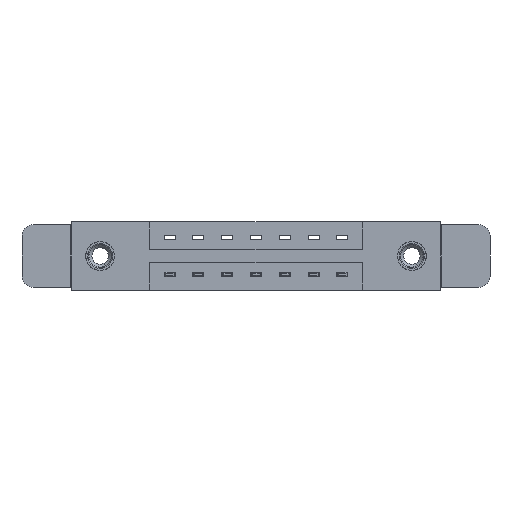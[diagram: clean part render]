
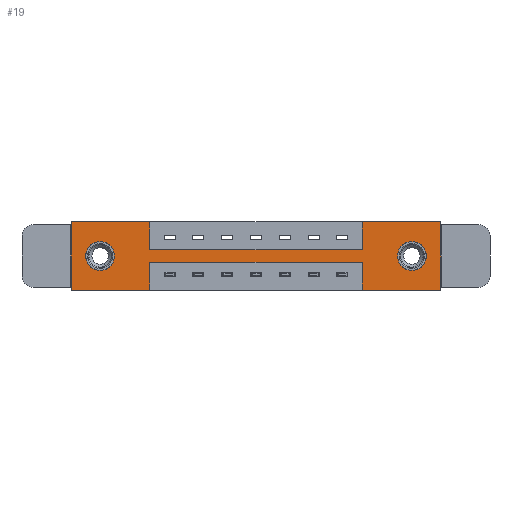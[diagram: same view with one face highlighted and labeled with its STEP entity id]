
A CAD part, front view. The second image highlights one B-rep face of the part: STEP entity #19.
In plain terms, the highlighted planar face has unit normal (0, -1, 0).
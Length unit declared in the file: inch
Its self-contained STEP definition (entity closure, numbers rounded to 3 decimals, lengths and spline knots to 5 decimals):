
#19 = ADVANCED_FACE ( 'NONE', ( #1124, #11152, #12047 ), #2616, .T. ) ;
#67 = CIRCLE ( 'NONE', #2740, 0.078 ) ;
#175 = EDGE_CURVE ( 'NONE', #1436, #670, #840, .T. ) ;
#290 = VERTEX_POINT ( 'NONE', #350 ) ;
#350 = CARTESIAN_POINT ( 'NONE',  ( 1.998, 0., 0. ) ) ;
#397 = ORIENTED_EDGE ( 'NONE', *, *, #6671, .F. ) ;
#468 = CARTESIAN_POINT ( 'NONE',  ( 0.425, 0., 0. ) ) ;
#475 = VECTOR ( 'NONE', #4389, 39.37008 ) ;
#503 = DIRECTION ( 'NONE',  ( 0., 0., -1. ) ) ;
#642 = VECTOR ( 'NONE', #503, 39.37008 ) ;
#645 = EDGE_CURVE ( 'NONE', #10441, #5677, #1855, .T. ) ;
#670 = VERTEX_POINT ( 'NONE', #12150 ) ;
#764 = VERTEX_POINT ( 'NONE', #8606 ) ;
#816 = AXIS2_PLACEMENT_3D ( 'NONE', #7004, #9711, #3079 ) ;
#840 = LINE ( 'NONE', #9648, #8055 ) ;
#912 = CARTESIAN_POINT ( 'NONE',  ( 0., 0., -0.37 ) ) ;
#918 = ORIENTED_EDGE ( 'NONE', *, *, #11373, .T. ) ;
#922 = EDGE_LOOP ( 'NONE', ( #918, #11407 ) ) ;
#1124 = FACE_BOUND ( 'NONE', #922, .T. ) ;
#1239 = CARTESIAN_POINT ( 'NONE',  ( 0., 0., 0. ) ) ;
#1261 = DIRECTION ( 'NONE',  ( -1., 0., 0. ) ) ;
#1325 = CARTESIAN_POINT ( 'NONE',  ( 0.425, 0., 0. ) ) ;
#1370 = CARTESIAN_POINT ( 'NONE',  ( 0., 0., 0. ) ) ;
#1374 = CARTESIAN_POINT ( 'NONE',  ( 1.843, 0., -0.263 ) ) ;
#1415 = VECTOR ( 'NONE', #6565, 39.37008 ) ;
#1436 = VERTEX_POINT ( 'NONE', #9251 ) ;
#1668 = DIRECTION ( 'NONE',  ( 0., 0., -1. ) ) ;
#1714 = CIRCLE ( 'NONE', #816, 0.078 ) ;
#1718 = EDGE_CURVE ( 'NONE', #5677, #5353, #4290, .T. ) ;
#1855 = LINE ( 'NONE', #8324, #1415 ) ;
#1942 = LINE ( 'NONE', #9228, #475 ) ;
#1972 = EDGE_CURVE ( 'NONE', #2238, #290, #11856, .T. ) ;
#2238 = VERTEX_POINT ( 'NONE', #9997 ) ;
#2405 = EDGE_CURVE ( 'NONE', #5938, #9400, #10097, .T. ) ;
#2449 = ORIENTED_EDGE ( 'NONE', *, *, #10915, .F. ) ;
#2537 = CARTESIAN_POINT ( 'NONE',  ( 0., 0., 0. ) ) ;
#2545 = ORIENTED_EDGE ( 'NONE', *, *, #1972, .F. ) ;
#2616 = PLANE ( 'NONE',  #4917 ) ;
#2740 = AXIS2_PLACEMENT_3D ( 'NONE', #9201, #11126, #10029 ) ;
#2839 = DIRECTION ( 'NONE',  ( 1., 0., 0. ) ) ;
#2894 = EDGE_CURVE ( 'NONE', #3877, #10768, #9777, .T. ) ;
#2975 = AXIS2_PLACEMENT_3D ( 'NONE', #9176, #3481, #1668 ) ;
#3079 = DIRECTION ( 'NONE',  ( 0., 0., -1. ) ) ;
#3201 = CARTESIAN_POINT ( 'NONE',  ( 1.998, 0., 0. ) ) ;
#3403 = CARTESIAN_POINT ( 'NONE',  ( 0.425, 0., -0.15 ) ) ;
#3407 = LINE ( 'NONE', #9979, #8487 ) ;
#3481 = DIRECTION ( 'NONE',  ( 0., 1., 0. ) ) ;
#3662 = VECTOR ( 'NONE', #7889, 39.37008 ) ;
#3877 = VERTEX_POINT ( 'NONE', #1374 ) ;
#4284 = AXIS2_PLACEMENT_3D ( 'NONE', #9533, #6581, #4748 ) ;
#4290 = LINE ( 'NONE', #11493, #9515 ) ;
#4306 = ORIENTED_EDGE ( 'NONE', *, *, #175, .F. ) ;
#4337 = ORIENTED_EDGE ( 'NONE', *, *, #5004, .F. ) ;
#4389 = DIRECTION ( 'NONE',  ( 0., 0., 1. ) ) ;
#4672 = VECTOR ( 'NONE', #11761, 39.37008 ) ;
#4748 = DIRECTION ( 'NONE',  ( 0., 0., 1. ) ) ;
#4917 = AXIS2_PLACEMENT_3D ( 'NONE', #912, #9328, #6532 ) ;
#5004 = EDGE_CURVE ( 'NONE', #10092, #6066, #11066, .T. ) ;
#5137 = DIRECTION ( 'NONE',  ( 0., 0., -1. ) ) ;
#5168 = ORIENTED_EDGE ( 'NONE', *, *, #1718, .F. ) ;
#5353 = VERTEX_POINT ( 'NONE', #6575 ) ;
#5677 = VERTEX_POINT ( 'NONE', #10041 ) ;
#5731 = ORIENTED_EDGE ( 'NONE', *, *, #9013, .F. ) ;
#5865 = LINE ( 'NONE', #9388, #8116 ) ;
#5938 = VERTEX_POINT ( 'NONE', #6353 ) ;
#6003 = ORIENTED_EDGE ( 'NONE', *, *, #10459, .F. ) ;
#6043 = ORIENTED_EDGE ( 'NONE', *, *, #9060, .F. ) ;
#6066 = VERTEX_POINT ( 'NONE', #1325 ) ;
#6262 = DIRECTION ( 'NONE',  ( -1., 0., 0. ) ) ;
#6353 = CARTESIAN_POINT ( 'NONE',  ( 0.155, 0., -0.107 ) ) ;
#6511 = ORIENTED_EDGE ( 'NONE', *, *, #8293, .F. ) ;
#6532 = DIRECTION ( 'NONE',  ( 0., 0., -1. ) ) ;
#6565 = DIRECTION ( 'NONE',  ( 0., 0., -1. ) ) ;
#6575 = CARTESIAN_POINT ( 'NONE',  ( 0., 0., -0.37 ) ) ;
#6581 = DIRECTION ( 'NONE',  ( 0., 1., 0. ) ) ;
#6637 = ORIENTED_EDGE ( 'NONE', *, *, #645, .F. ) ;
#6671 = EDGE_CURVE ( 'NONE', #8398, #10441, #3407, .T. ) ;
#6751 = LINE ( 'NONE', #1370, #4672 ) ;
#7004 = CARTESIAN_POINT ( 'NONE',  ( 1.843, 0., -0.185 ) ) ;
#7451 = CARTESIAN_POINT ( 'NONE',  ( 0., 0., 0. ) ) ;
#7889 = DIRECTION ( 'NONE',  ( 1., 0., 0. ) ) ;
#7955 = DIRECTION ( 'NONE',  ( -1., 0., 0. ) ) ;
#8021 = VECTOR ( 'NONE', #9268, 39.37008 ) ;
#8054 = CARTESIAN_POINT ( 'NONE',  ( 0.425, 0., -0.22 ) ) ;
#8055 = VECTOR ( 'NONE', #1261, 39.37008 ) ;
#8116 = VECTOR ( 'NONE', #2839, 39.37008 ) ;
#8228 = VECTOR ( 'NONE', #5137, 39.37008 ) ;
#8293 = EDGE_CURVE ( 'NONE', #6066, #8934, #9493, .T. ) ;
#8324 = CARTESIAN_POINT ( 'NONE',  ( 0.425, 0., -0.37 ) ) ;
#8398 = VERTEX_POINT ( 'NONE', #9290 ) ;
#8407 = EDGE_CURVE ( 'NONE', #9400, #5938, #67, .T. ) ;
#8487 = VECTOR ( 'NONE', #6262, 39.37008 ) ;
#8606 = CARTESIAN_POINT ( 'NONE',  ( 1.573, 0., -0.15 ) ) ;
#8621 = EDGE_LOOP ( 'NONE', ( #6637, #397, #5731, #4306, #2449, #2545, #6043, #9661, #6511, #4337, #6003, #5168 ) ) ;
#8727 = ORIENTED_EDGE ( 'NONE', *, *, #2405, .T. ) ;
#8824 = LINE ( 'NONE', #3201, #8228 ) ;
#8934 = VERTEX_POINT ( 'NONE', #3403 ) ;
#9013 = EDGE_CURVE ( 'NONE', #670, #8398, #9776, .T. ) ;
#9060 = EDGE_CURVE ( 'NONE', #764, #2238, #1942, .T. ) ;
#9176 = CARTESIAN_POINT ( 'NONE',  ( 1.843, 0., -0.185 ) ) ;
#9201 = CARTESIAN_POINT ( 'NONE',  ( 0.155, 0., -0.185 ) ) ;
#9228 = CARTESIAN_POINT ( 'NONE',  ( 1.573, 0., 0. ) ) ;
#9251 = CARTESIAN_POINT ( 'NONE',  ( 1.998, 0., -0.37 ) ) ;
#9268 = DIRECTION ( 'NONE',  ( 1., 0., 0. ) ) ;
#9290 = CARTESIAN_POINT ( 'NONE',  ( 1.573, 0., -0.22 ) ) ;
#9328 = DIRECTION ( 'NONE',  ( 0., -1., 0. ) ) ;
#9329 = VECTOR ( 'NONE', #10146, 39.37008 ) ;
#9388 = CARTESIAN_POINT ( 'NONE',  ( 0.425, 0., -0.15 ) ) ;
#9400 = VERTEX_POINT ( 'NONE', #10091 ) ;
#9493 = LINE ( 'NONE', #468, #642 ) ;
#9515 = VECTOR ( 'NONE', #7955, 39.37008 ) ;
#9533 = CARTESIAN_POINT ( 'NONE',  ( 0.155, 0., -0.185 ) ) ;
#9646 = CARTESIAN_POINT ( 'NONE',  ( 1.843, 0., -0.107 ) ) ;
#9648 = CARTESIAN_POINT ( 'NONE',  ( 0., 0., -0.37 ) ) ;
#9661 = ORIENTED_EDGE ( 'NONE', *, *, #9786, .F. ) ;
#9711 = DIRECTION ( 'NONE',  ( 0., 1., 0. ) ) ;
#9776 = LINE ( 'NONE', #12026, #9329 ) ;
#9777 = CIRCLE ( 'NONE', #2975, 0.078 ) ;
#9786 = EDGE_CURVE ( 'NONE', #8934, #764, #5865, .T. ) ;
#9979 = CARTESIAN_POINT ( 'NONE',  ( 0.425, 0., -0.22 ) ) ;
#9997 = CARTESIAN_POINT ( 'NONE',  ( 1.573, 0., 0. ) ) ;
#10029 = DIRECTION ( 'NONE',  ( 0., 0., 1. ) ) ;
#10041 = CARTESIAN_POINT ( 'NONE',  ( 0.425, 0., -0.37 ) ) ;
#10091 = CARTESIAN_POINT ( 'NONE',  ( 0.155, 0., -0.263 ) ) ;
#10092 = VERTEX_POINT ( 'NONE', #2537 ) ;
#10097 = CIRCLE ( 'NONE', #4284, 0.078 ) ;
#10146 = DIRECTION ( 'NONE',  ( 0., 0., 1. ) ) ;
#10441 = VERTEX_POINT ( 'NONE', #8054 ) ;
#10459 = EDGE_CURVE ( 'NONE', #5353, #10092, #6751, .T. ) ;
#10768 = VERTEX_POINT ( 'NONE', #9646 ) ;
#10915 = EDGE_CURVE ( 'NONE', #290, #1436, #8824, .T. ) ;
#11066 = LINE ( 'NONE', #1239, #3662 ) ;
#11126 = DIRECTION ( 'NONE',  ( 0., 1., 0. ) ) ;
#11152 = FACE_BOUND ( 'NONE', #11883, .T. ) ;
#11373 = EDGE_CURVE ( 'NONE', #10768, #3877, #1714, .T. ) ;
#11407 = ORIENTED_EDGE ( 'NONE', *, *, #2894, .T. ) ;
#11493 = CARTESIAN_POINT ( 'NONE',  ( 0., 0., -0.37 ) ) ;
#11761 = DIRECTION ( 'NONE',  ( 0., 0., 1. ) ) ;
#11856 = LINE ( 'NONE', #7451, #8021 ) ;
#11876 = ORIENTED_EDGE ( 'NONE', *, *, #8407, .T. ) ;
#11883 = EDGE_LOOP ( 'NONE', ( #8727, #11876 ) ) ;
#12026 = CARTESIAN_POINT ( 'NONE',  ( 1.573, 0., -0.37 ) ) ;
#12047 = FACE_OUTER_BOUND ( 'NONE', #8621, .T. ) ;
#12150 = CARTESIAN_POINT ( 'NONE',  ( 1.573, 0., -0.37 ) ) ;
